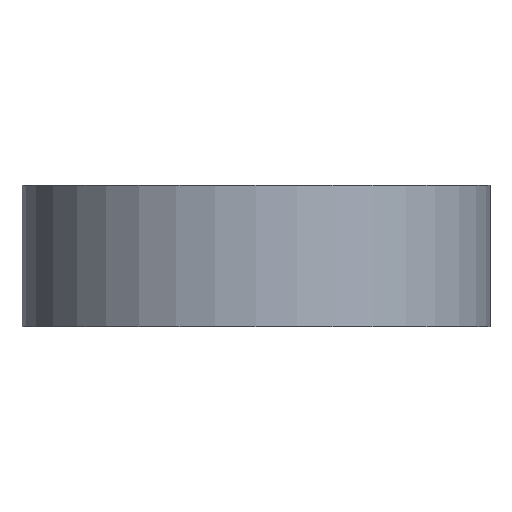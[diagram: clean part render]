
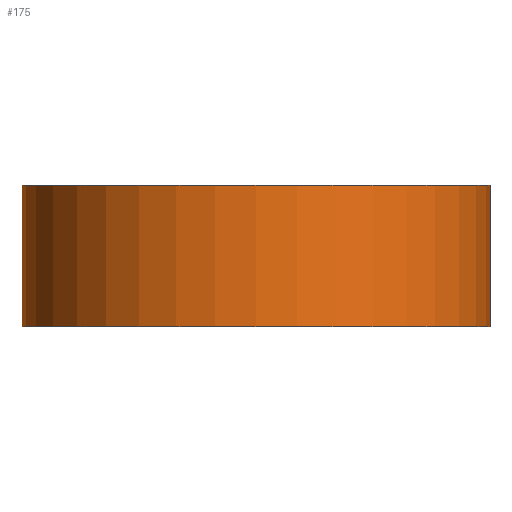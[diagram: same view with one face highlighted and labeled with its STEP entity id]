
A CAD part, front view. The second image highlights one B-rep face of the part: STEP entity #175.
In plain terms, the highlighted cylindrical face has radius 21.057 mm (diameter 42.113 mm), a partial arc.
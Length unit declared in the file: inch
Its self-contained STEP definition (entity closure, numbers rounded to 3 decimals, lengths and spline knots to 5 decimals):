
#4 = CARTESIAN_POINT ( 'NONE',  ( -0.048, -2., 0.25 ) ) ;
#23 = CIRCLE ( 'NONE', #543, 0.829 ) ;
#63 = LINE ( 'NONE', #168, #65 ) ;
#65 = VECTOR ( 'NONE', #336, 39.37008 ) ;
#66 = CARTESIAN_POINT ( 'NONE',  ( -0.048, -2., -0.25 ) ) ;
#71 = CIRCLE ( 'NONE', #557, 0.829 ) ;
#75 = ORIENTED_EDGE ( 'NONE', *, *, #101, .T. ) ;
#101 = EDGE_CURVE ( 'NONE', #268, #198, #71, .T. ) ;
#102 = DIRECTION ( 'NONE',  ( 1., 0., 0. ) ) ;
#123 = VERTEX_POINT ( 'NONE', #280 ) ;
#155 = VERTEX_POINT ( 'NONE', #66 ) ;
#168 = CARTESIAN_POINT ( 'NONE',  ( -0.048, -2., 0.25 ) ) ;
#175 = ADVANCED_FACE ( 'NONE', ( #428 ), #266, .T. ) ;
#196 = ORIENTED_EDGE ( 'NONE', *, *, #533, .T. ) ;
#198 = VERTEX_POINT ( 'NONE', #4 ) ;
#201 = DIRECTION ( 'NONE',  ( 1., 0., 0. ) ) ;
#207 = CARTESIAN_POINT ( 'NONE',  ( 0.781, -1.171, 0.25 ) ) ;
#235 = ORIENTED_EDGE ( 'NONE', *, *, #373, .F. ) ;
#241 = CARTESIAN_POINT ( 'NONE',  ( 0.781, -2., 0.25 ) ) ;
#245 = DIRECTION ( 'NONE',  ( -1., 0., 0. ) ) ;
#246 = DIRECTION ( 'NONE',  ( 0., 0., -1. ) ) ;
#265 = DIRECTION ( 'NONE',  ( 0., 0., -1. ) ) ;
#266 = CYLINDRICAL_SURFACE ( 'NONE', #282, 0.829 ) ;
#268 = VERTEX_POINT ( 'NONE', #207 ) ;
#280 = CARTESIAN_POINT ( 'NONE',  ( 0.781, -1.171, -0.25 ) ) ;
#282 = AXIS2_PLACEMENT_3D ( 'NONE', #241, #289, #245 ) ;
#289 = DIRECTION ( 'NONE',  ( 0., 0., -1. ) ) ;
#299 = EDGE_LOOP ( 'NONE', ( #235, #305, #75, #196 ) ) ;
#305 = ORIENTED_EDGE ( 'NONE', *, *, #435, .F. ) ;
#336 = DIRECTION ( 'NONE',  ( 0., 0., -1. ) ) ;
#362 = DIRECTION ( 'NONE',  ( 0., 0., -1. ) ) ;
#368 = CARTESIAN_POINT ( 'NONE',  ( 0.781, -2., 0.25 ) ) ;
#372 = CARTESIAN_POINT ( 'NONE',  ( 0.781, -1.171, 0.25 ) ) ;
#373 = EDGE_CURVE ( 'NONE', #123, #155, #23, .T. ) ;
#428 = FACE_OUTER_BOUND ( 'NONE', #299, .T. ) ;
#434 = CARTESIAN_POINT ( 'NONE',  ( 0.781, -2., -0.25 ) ) ;
#435 = EDGE_CURVE ( 'NONE', #268, #123, #500, .T. ) ;
#500 = LINE ( 'NONE', #372, #518 ) ;
#518 = VECTOR ( 'NONE', #265, 39.37008 ) ;
#533 = EDGE_CURVE ( 'NONE', #198, #155, #63, .T. ) ;
#543 = AXIS2_PLACEMENT_3D ( 'NONE', #434, #246, #201 ) ;
#557 = AXIS2_PLACEMENT_3D ( 'NONE', #368, #362, #102 ) ;
